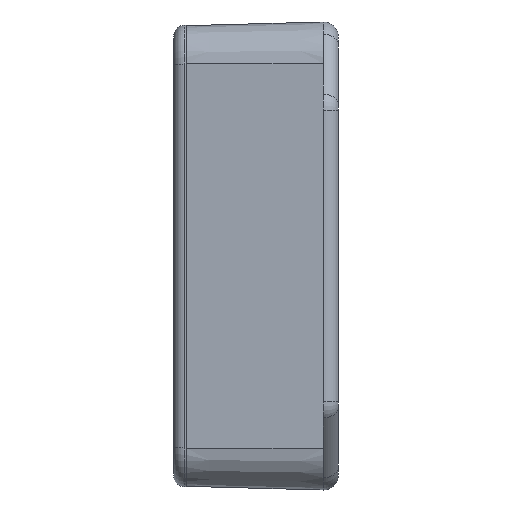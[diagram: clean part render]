
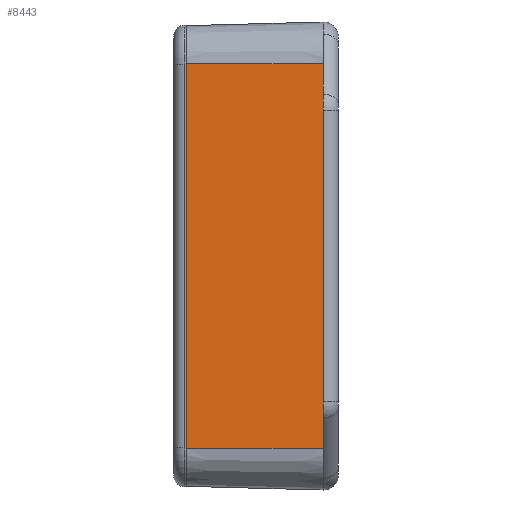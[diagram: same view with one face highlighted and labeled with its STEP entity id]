
A CAD part, left-side view. The second image highlights one B-rep face of the part: STEP entity #8443.
In plain terms, the highlighted planar face has unit normal (-1, 0.027, 0).
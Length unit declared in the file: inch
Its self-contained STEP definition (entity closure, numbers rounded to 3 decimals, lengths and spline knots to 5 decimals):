
#550 = DIRECTION ( 'NONE',  ( 0., 0., 1. ) ) ;
#551 = VECTOR ( 'NONE', #550, 39.37008 ) ;
#552 = CARTESIAN_POINT ( 'NONE',  ( -2.80255, -1.125, 1.582 ) ) ;
#553 = LINE ( 'NONE', #552, #551 ) ;
#636 = CARTESIAN_POINT ( 'NONE',  ( -2.80255, -1.125, -1.582 ) ) ;
#698 = CARTESIAN_POINT ( 'NONE',  ( -2.80255, -1.125, 1.582 ) ) ;
#5070 = DIRECTION ( 'NONE',  ( 0., 0., 1. ) ) ;
#5071 = VECTOR ( 'NONE', #5070, 39.37008 ) ;
#5072 = CARTESIAN_POINT ( 'NONE',  ( -2.7725, 0., -1.582 ) ) ;
#5248 = LINE ( 'NONE', #5072, #5071 ) ;
#5300 = LINE ( 'NONE', #5470, #5364 ) ;
#5302 = DIRECTION ( 'NONE',  ( -1., 0.027, 0. ) ) ;
#5354 = DIRECTION ( 'NONE',  ( 0.027, 1., 0. ) ) ;
#5355 = VECTOR ( 'NONE', #5354, 39.37008 ) ;
#5356 = CARTESIAN_POINT ( 'NONE',  ( -2.7725, 0., 1.582 ) ) ;
#5358 = LINE ( 'NONE', #5356, #5355 ) ;
#5362 = DIRECTION ( 'NONE',  ( 0.027, 1., 0. ) ) ;
#5364 = VECTOR ( 'NONE', #5362, 39.37008 ) ;
#5368 = CARTESIAN_POINT ( 'NONE',  ( -2.7725, 0., 1.582 ) ) ;
#5470 = CARTESIAN_POINT ( 'NONE',  ( -2.7725, 0., -1.582 ) ) ;
#5471 = DIRECTION ( 'NONE',  ( -0.027, -1., 0. ) ) ;
#5475 = FACE_OUTER_BOUND ( 'NONE', #8396, .T. ) ;
#5476 = CARTESIAN_POINT ( 'NONE',  ( -2.7725, 0., -1.582 ) ) ;
#5477 = CARTESIAN_POINT ( 'NONE',  ( -2.7725, 0., -1.582 ) ) ;
#5485 = AXIS2_PLACEMENT_3D ( 'NONE', #5476, #5302, #5471 ) ;
#5486 = PLANE ( 'NONE',  #5485 ) ;
#8378 = EDGE_CURVE ( 'NONE', #8442, #8452, #5248, .T. ) ;
#8393 = ORIENTED_EDGE ( 'NONE', *, *, #9185, .T. ) ;
#8396 = EDGE_LOOP ( 'NONE', ( #8448, #8447, #8393, #8397 ) ) ;
#8397 = ORIENTED_EDGE ( 'NONE', *, *, #8451, .T. ) ;
#8442 = VERTEX_POINT ( 'NONE', #5477 ) ;
#8443 = ADVANCED_FACE ( 'NONE', ( #5475 ), #5486, .T. ) ;
#8447 = ORIENTED_EDGE ( 'NONE', *, *, #8449, .F. ) ;
#8448 = ORIENTED_EDGE ( 'NONE', *, *, #8378, .F. ) ;
#8449 = EDGE_CURVE ( 'NONE', #9175, #8442, #5300, .T. ) ;
#8451 = EDGE_CURVE ( 'NONE', #9184, #8452, #5358, .T. ) ;
#8452 = VERTEX_POINT ( 'NONE', #5368 ) ;
#9175 = VERTEX_POINT ( 'NONE', #636 ) ;
#9184 = VERTEX_POINT ( 'NONE', #698 ) ;
#9185 = EDGE_CURVE ( 'NONE', #9175, #9184, #553, .T. ) ;
